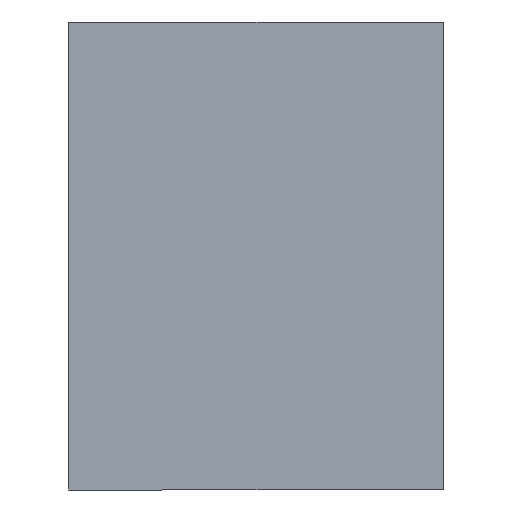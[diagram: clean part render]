
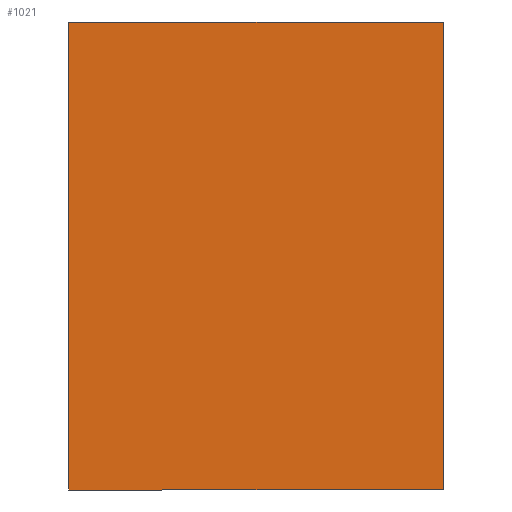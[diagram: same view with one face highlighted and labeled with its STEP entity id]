
A CAD part, left-side view. The second image highlights one B-rep face of the part: STEP entity #1021.
In plain terms, the highlighted planar face has unit normal (-1, 0, 0).
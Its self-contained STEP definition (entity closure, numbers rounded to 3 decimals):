
#111 = VECTOR ( 'NONE', #700, 1000. ) ;
#227 = ORIENTED_EDGE ( 'NONE', *, *, #1258, .T. ) ;
#350 = DIRECTION ( 'NONE',  ( 0., -1., 0. ) ) ;
#404 = ORIENTED_EDGE ( 'NONE', *, *, #831, .T. ) ;
#450 = CARTESIAN_POINT ( 'NONE',  ( -0.01, 5.19, 0.01 ) ) ;
#530 = CARTESIAN_POINT ( 'NONE',  ( -0.01, 5.19, -6.49 ) ) ;
#620 = VERTEX_POINT ( 'NONE', #2333 ) ;
#658 = DIRECTION ( 'NONE',  ( -1., 0., 0. ) ) ;
#691 = CARTESIAN_POINT ( 'NONE',  ( -0.01, 5.19, -6.49 ) ) ;
#693 = DIRECTION ( 'NONE',  ( 0., 1., 0. ) ) ;
#700 = DIRECTION ( 'NONE',  ( 0., 0., -1. ) ) ;
#802 = DIRECTION ( 'NONE',  ( 0., 0., 1. ) ) ;
#831 = EDGE_CURVE ( 'NONE', #1309, #2358, #1660, .T. ) ;
#854 = FACE_OUTER_BOUND ( 'NONE', #948, .T. ) ;
#948 = EDGE_LOOP ( 'NONE', ( #1198, #1176, #404, #227 ) ) ;
#989 = CARTESIAN_POINT ( 'NONE',  ( -0.01, -0.01, -6.49 ) ) ;
#992 = VECTOR ( 'NONE', #802, 1000. ) ;
#1021 = ADVANCED_FACE ( 'NONE', ( #854 ), #1251, .T. ) ;
#1026 = CARTESIAN_POINT ( 'NONE',  ( -0.01, -0.01, 0.01 ) ) ;
#1126 = VERTEX_POINT ( 'NONE', #2491 ) ;
#1142 = LINE ( 'NONE', #530, #1882 ) ;
#1176 = ORIENTED_EDGE ( 'NONE', *, *, #1896, .T. ) ;
#1198 = ORIENTED_EDGE ( 'NONE', *, *, #1836, .T. ) ;
#1251 = PLANE ( 'NONE',  #1889 ) ;
#1258 = EDGE_CURVE ( 'NONE', #2358, #620, #2156, .T. ) ;
#1309 = VERTEX_POINT ( 'NONE', #1026 ) ;
#1568 = VECTOR ( 'NONE', #693, 1000. ) ;
#1619 = CARTESIAN_POINT ( 'NONE',  ( -0.01, 0., 0. ) ) ;
#1638 = DIRECTION ( 'NONE',  ( 0., 0., 1. ) ) ;
#1660 = LINE ( 'NONE', #2021, #1568 ) ;
#1836 = EDGE_CURVE ( 'NONE', #620, #1126, #1142, .T. ) ;
#1882 = VECTOR ( 'NONE', #350, 1000. ) ;
#1889 = AXIS2_PLACEMENT_3D ( 'NONE', #1619, #658, #1638 ) ;
#1896 = EDGE_CURVE ( 'NONE', #1126, #1309, #2065, .T. ) ;
#2021 = CARTESIAN_POINT ( 'NONE',  ( -0.01, 5.19, 0.01 ) ) ;
#2065 = LINE ( 'NONE', #989, #992 ) ;
#2156 = LINE ( 'NONE', #691, #111 ) ;
#2333 = CARTESIAN_POINT ( 'NONE',  ( -0.01, 5.19, -6.49 ) ) ;
#2358 = VERTEX_POINT ( 'NONE', #450 ) ;
#2491 = CARTESIAN_POINT ( 'NONE',  ( -0.01, -0.01, -6.49 ) ) ;
